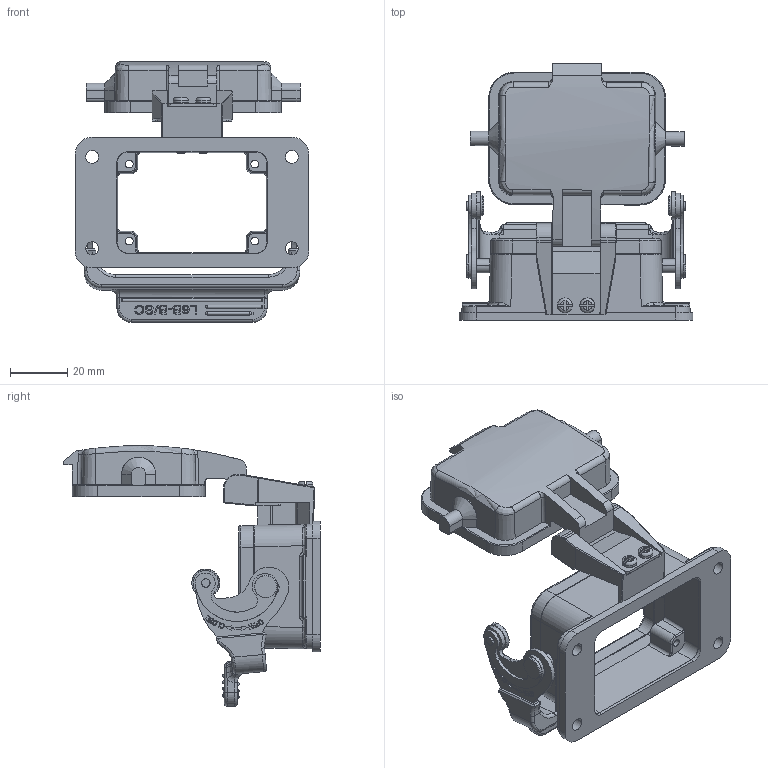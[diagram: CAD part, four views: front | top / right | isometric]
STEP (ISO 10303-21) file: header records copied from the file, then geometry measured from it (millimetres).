
FILE_DESCRIPTION((''),'2;1');
FILE_NAME('PRT0354','2017-09-22T',('dm.li'),(''),'PRO/ENGINEER BY PARAMETRIC TECHNOLOGY CORPORATION, 2012480','PRO/ENGINEER BY PARAMETRIC TECHNOLOGY CORPORATION, 2012480','');
FILE_SCHEMA(('AUTOMOTIVE_DESIGN { 1 0 10303 214 1 1 1 1 }'));
Products named in the file (1): PRT0354
Bounding box: 82 x 89.92 x 91.37 mm (x, y, z)
Volume: 58139.2 mm3; surface area: 41766.3 mm2
Topology: 1 solids, 32 shells, 1466 faces, 3967 edges, 2577 vertices
Faces by surface type: plane 613, cylinder 370, extrusion 257, torus 77, bspline 73, cone 44, sphere 32
Entity records: 55758 total; most frequent: CARTESIAN_POINT 16618, ORIENTED_EDGE 7763, DIRECTION 6437, EDGE_CURVE 3919, VERTEX_POINT 2577, VECTOR 2331, LINE 2074, AXIS2_PLACEMENT_3D 2053
